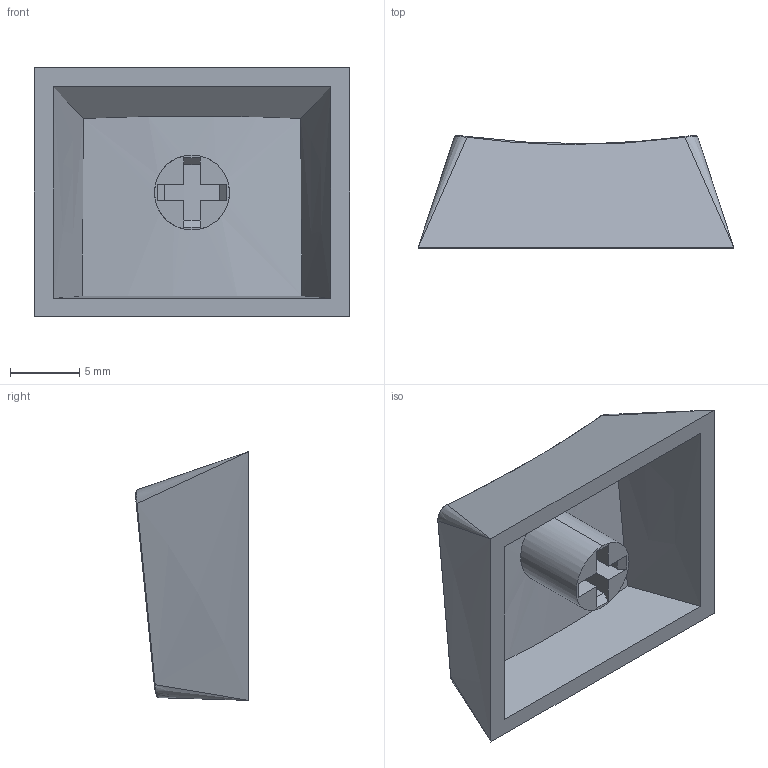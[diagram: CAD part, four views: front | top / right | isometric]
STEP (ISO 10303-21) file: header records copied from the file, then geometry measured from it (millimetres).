
FILE_DESCRIPTION (( 'STEP AP214' ), '1' );
FILE_NAME ('Wookiee Cherry.3 1.25u.STEP', '2017-06-18T21:18:40', ( '' ), ( '' ), 'SwSTEP 2.0', 'SolidWorks 2017', '' );
FILE_SCHEMA (( 'AUTOMOTIVE_DESIGN' ));
Length unit declared in the file: millimetre
Products named in the file (1): Wookiee Cherry.3 1.25u
Bounding box: 22.85 x 8.14 x 18 mm (x, y, z)
Volume: 1004.6 mm3; surface area: 1706.8 mm2
Topology: 1 solids, 1 shells, 43 faces, 106 edges, 64 vertices
Faces by surface type: plane 22, bspline 19, cylinder 2
Entity records: 1775 total; most frequent: CARTESIAN_POINT 930, ORIENTED_EDGE 204, EDGE_CURVE 102, DIRECTION 98, VERTEX_POINT 64, B_SPLINE_CURVE_WITH_KNOTS 56, EDGE_LOOP 46, VECTOR 44
